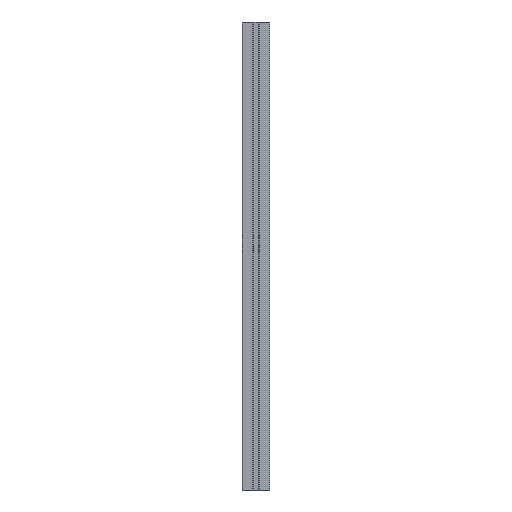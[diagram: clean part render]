
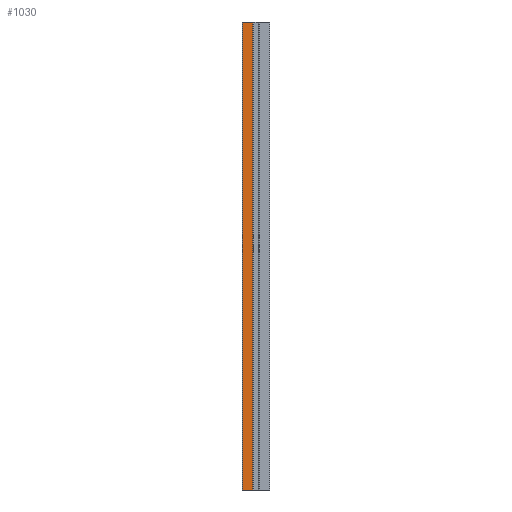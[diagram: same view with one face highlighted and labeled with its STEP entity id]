
A CAD part, front view. The second image highlights one B-rep face of the part: STEP entity #1030.
In plain terms, the highlighted planar face has unit normal (0, -1, 0).
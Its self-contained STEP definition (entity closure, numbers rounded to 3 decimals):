
#43 = VECTOR ( 'NONE', #1846, 1000. ) ;
#108 = DIRECTION ( 'NONE',  ( 1., 0., 0. ) ) ;
#122 = LINE ( 'NONE', #9075, #9775 ) ;
#480 = ORIENTED_EDGE ( 'NONE', *, *, #4217, .T. ) ;
#833 = VERTEX_POINT ( 'NONE', #10074 ) ;
#950 = LINE ( 'NONE', #1728, #43 ) ;
#979 = EDGE_CURVE ( 'NONE', #4648, #7359, #5843, .T. ) ;
#1030 = ADVANCED_FACE ( 'NONE', ( #5417 ), #5288, .F. ) ;
#1302 = VECTOR ( 'NONE', #108, 1000. ) ;
#1728 = CARTESIAN_POINT ( 'NONE',  ( -7.25, -7.5, 257. ) ) ;
#1846 = DIRECTION ( 'NONE',  ( 0., 0., -1. ) ) ;
#1978 = DIRECTION ( 'NONE',  ( 1., 0., 0. ) ) ;
#3039 = AXIS2_PLACEMENT_3D ( 'NONE', #11608, #3520, #7264 ) ;
#3520 = DIRECTION ( 'NONE',  ( 0., 1., 0. ) ) ;
#3904 = CARTESIAN_POINT ( 'NONE',  ( -1.75, -7.5, 257. ) ) ;
#4217 = EDGE_CURVE ( 'NONE', #833, #4648, #122, .T. ) ;
#4509 = EDGE_CURVE ( 'NONE', #8710, #7359, #8224, .T. ) ;
#4648 = VERTEX_POINT ( 'NONE', #9580 ) ;
#4864 = EDGE_LOOP ( 'NONE', ( #6822, #7557, #480, #9668 ) ) ;
#4945 = DIRECTION ( 'NONE',  ( 0., 0., 1. ) ) ;
#5288 = PLANE ( 'NONE',  #3039 ) ;
#5417 = FACE_OUTER_BOUND ( 'NONE', #4864, .T. ) ;
#5843 = LINE ( 'NONE', #11322, #8372 ) ;
#6822 = ORIENTED_EDGE ( 'NONE', *, *, #4509, .F. ) ;
#7264 = DIRECTION ( 'NONE',  ( -1., 0., 0. ) ) ;
#7359 = VERTEX_POINT ( 'NONE', #3904 ) ;
#7557 = ORIENTED_EDGE ( 'NONE', *, *, #10585, .T. ) ;
#8224 = LINE ( 'NONE', #10844, #1302 ) ;
#8372 = VECTOR ( 'NONE', #4945, 1000. ) ;
#8710 = VERTEX_POINT ( 'NONE', #11085 ) ;
#9075 = CARTESIAN_POINT ( 'NONE',  ( -7.5, -7.5, 0. ) ) ;
#9580 = CARTESIAN_POINT ( 'NONE',  ( -1.75, -7.5, 0. ) ) ;
#9668 = ORIENTED_EDGE ( 'NONE', *, *, #979, .T. ) ;
#9775 = VECTOR ( 'NONE', #1978, 1000. ) ;
#10074 = CARTESIAN_POINT ( 'NONE',  ( -7.25, -7.5, 0. ) ) ;
#10585 = EDGE_CURVE ( 'NONE', #8710, #833, #950, .T. ) ;
#10844 = CARTESIAN_POINT ( 'NONE',  ( -7.5, -7.5, 257. ) ) ;
#11085 = CARTESIAN_POINT ( 'NONE',  ( -7.25, -7.5, 257. ) ) ;
#11322 = CARTESIAN_POINT ( 'NONE',  ( -1.75, -7.5, 257. ) ) ;
#11608 = CARTESIAN_POINT ( 'NONE',  ( -7.5, -7.5, 257. ) ) ;
